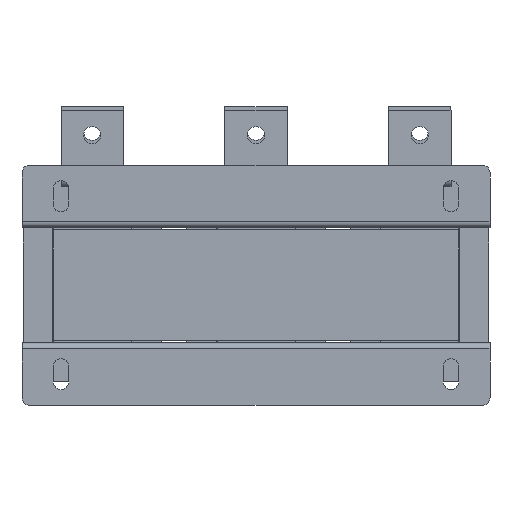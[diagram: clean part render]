
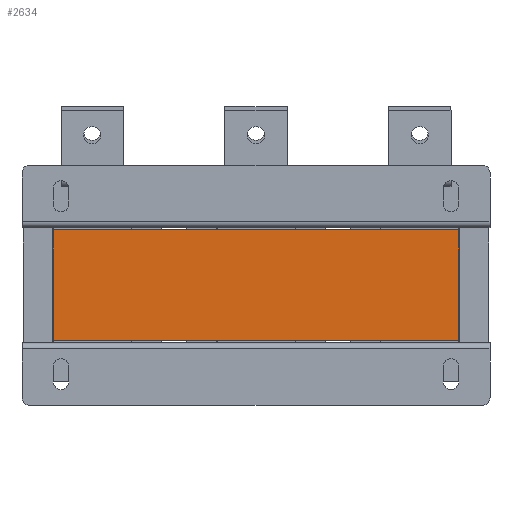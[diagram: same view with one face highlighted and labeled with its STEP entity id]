
A CAD part, front view. The second image highlights one B-rep face of the part: STEP entity #2634.
In plain terms, the highlighted planar face has unit normal (0, -1, 0).
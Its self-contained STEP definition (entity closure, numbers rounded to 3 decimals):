
#31 = DIRECTION ( 'NONE',  ( 0., 0., -1. ) ) ;
#197 = EDGE_LOOP ( 'NONE', ( #2014, #2336, #4174, #4281 ) ) ;
#544 = VECTOR ( 'NONE', #31, 1000. ) ;
#665 = CARTESIAN_POINT ( 'NONE',  ( -130., -25., 71. ) ) ;
#701 = CARTESIAN_POINT ( 'NONE',  ( -130., -25., 71. ) ) ;
#816 = CARTESIAN_POINT ( 'NONE',  ( -130., -25., 0. ) ) ;
#1061 = CARTESIAN_POINT ( 'NONE',  ( 130., -25., 71. ) ) ;
#1266 = DIRECTION ( 'NONE',  ( 1., 0., 0. ) ) ;
#1324 = CARTESIAN_POINT ( 'NONE',  ( 130., -25., 0. ) ) ;
#1377 = CARTESIAN_POINT ( 'NONE',  ( 130., -25., 71. ) ) ;
#1493 = EDGE_CURVE ( 'NONE', #1573, #2706, #2677, .T. ) ;
#1557 = VECTOR ( 'NONE', #5552, 1000. ) ;
#1573 = VERTEX_POINT ( 'NONE', #1377 ) ;
#2014 = ORIENTED_EDGE ( 'NONE', *, *, #4500, .T. ) ;
#2234 = LINE ( 'NONE', #6503, #2997 ) ;
#2336 = ORIENTED_EDGE ( 'NONE', *, *, #1493, .F. ) ;
#2342 = DIRECTION ( 'NONE',  ( 0., 0., 1. ) ) ;
#2573 = AXIS2_PLACEMENT_3D ( 'NONE', #6509, #2862, #2342 ) ;
#2634 = ADVANCED_FACE ( 'NONE', ( #4420 ), #3308, .F. ) ;
#2677 = LINE ( 'NONE', #1061, #544 ) ;
#2706 = VERTEX_POINT ( 'NONE', #1324 ) ;
#2862 = DIRECTION ( 'NONE',  ( 0., 1., 0. ) ) ;
#2997 = VECTOR ( 'NONE', #5925, 1000. ) ;
#3308 = PLANE ( 'NONE',  #2573 ) ;
#3650 = VECTOR ( 'NONE', #1266, 1000. ) ;
#4068 = EDGE_CURVE ( 'NONE', #4103, #5126, #6512, .T. ) ;
#4103 = VERTEX_POINT ( 'NONE', #6008 ) ;
#4174 = ORIENTED_EDGE ( 'NONE', *, *, #5904, .F. ) ;
#4281 = ORIENTED_EDGE ( 'NONE', *, *, #4068, .T. ) ;
#4420 = FACE_OUTER_BOUND ( 'NONE', #197, .T. ) ;
#4500 = EDGE_CURVE ( 'NONE', #5126, #2706, #2234, .T. ) ;
#5126 = VERTEX_POINT ( 'NONE', #816 ) ;
#5552 = DIRECTION ( 'NONE',  ( 0., 0., -1. ) ) ;
#5904 = EDGE_CURVE ( 'NONE', #4103, #1573, #6584, .T. ) ;
#5925 = DIRECTION ( 'NONE',  ( 1., 0., 0. ) ) ;
#6008 = CARTESIAN_POINT ( 'NONE',  ( -130., -25., 71. ) ) ;
#6503 = CARTESIAN_POINT ( 'NONE',  ( -130., -25., 0. ) ) ;
#6509 = CARTESIAN_POINT ( 'NONE',  ( -130., -25., 71. ) ) ;
#6512 = LINE ( 'NONE', #665, #1557 ) ;
#6584 = LINE ( 'NONE', #701, #3650 ) ;
